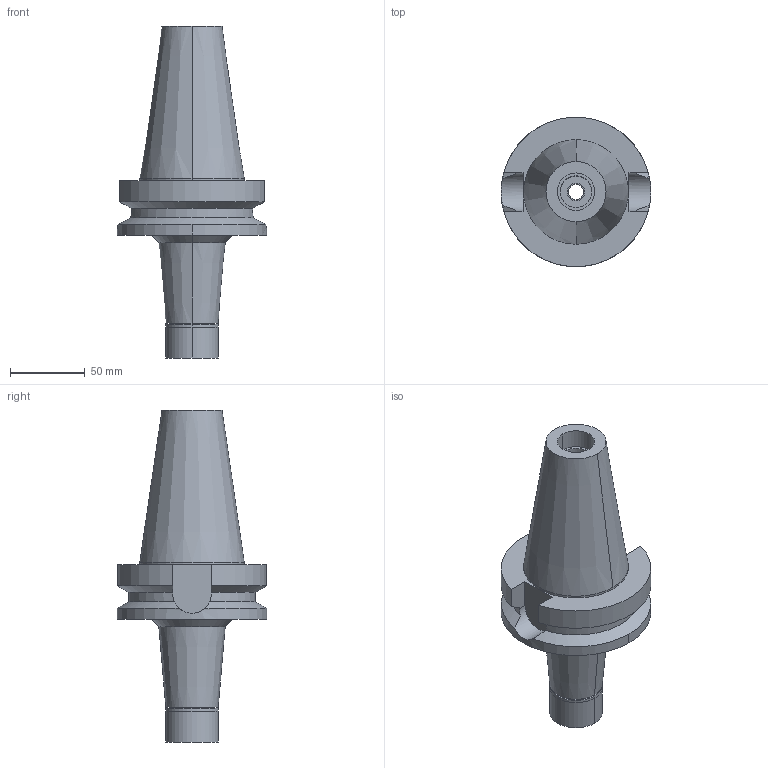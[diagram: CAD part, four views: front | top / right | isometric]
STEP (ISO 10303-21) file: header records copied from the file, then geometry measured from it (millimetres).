
FILE_DESCRIPTION (( 'STEP AP203' ), '1' );
FILE_NAME ('BBT50-MEGA10E-120.stp', '2019-07-02T18:02:10', ( '' ), ( '' ), 'SwSTEP 2.0', 'SolidWorks 2019', '' );
FILE_SCHEMA (( 'CONFIG_CONTROL_DESIGN' ));
Length unit declared in the file: millimetre
Products named in the file (7): BBT50-MEGA10E-120_1.stp; BBT50-MEGA10E-120; MEN10_1.stp; BBT50-MEGA10E-120-100-FreeParts; BBT50-MEGA10E-120-100.stp; BBT50ME10120-100_ASM.stp; DXF_TEMP_ASSY_ASM_4_ASM.stp
Assembly tree (5 placements, depth 5):
  BBT50-MEGA10E-120
    BBT50-MEGA10E-120-100.stp
      BBT50ME10120-100_ASM.stp
        DXF_TEMP_ASSY_ASM_4_ASM.stp
          BBT50-MEGA10E-120_1.stp
          MEN10_1.stp
  BBT50-MEGA10E-120-100-FreeParts
Bounding box: 100 x 100 x 221.8 mm (x, y, z)
Volume: 537811.9 mm3; surface area: 70940.5 mm2
Topology: 2 solids, 2 shells, 81 faces, 179 edges, 113 vertices
Faces by surface type: cylinder 40, plane 21, cone 20
Entity records: 3151 total; most frequent: CARTESIAN_POINT 586, DIRECTION 440, ORIENTED_EDGE 358, AXIS2_PLACEMENT_3D 184, EDGE_CURVE 179, VERTEX_POINT 113, EDGE_LOOP 96, CIRCLE 92
